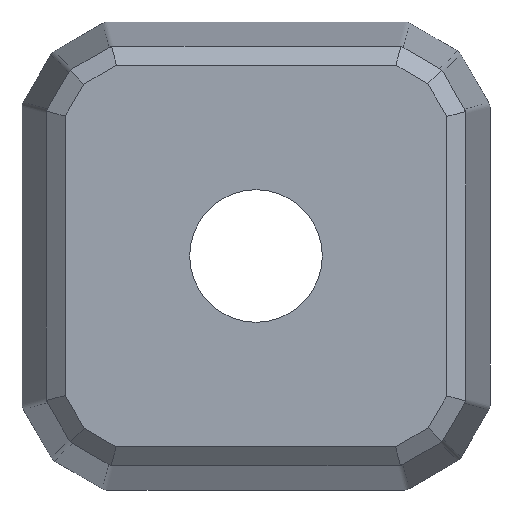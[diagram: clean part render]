
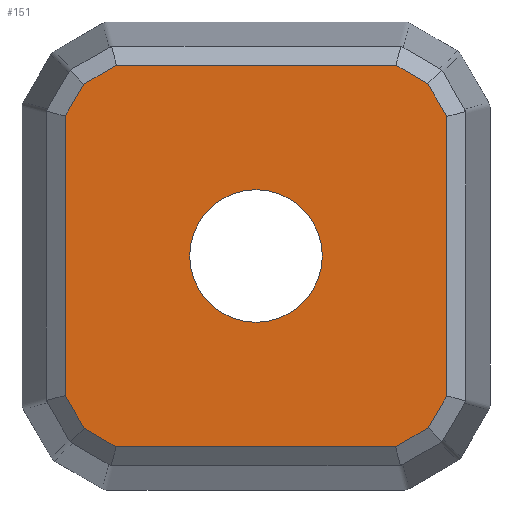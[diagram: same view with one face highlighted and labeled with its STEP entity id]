
A CAD part, left-side view. The second image highlights one B-rep face of the part: STEP entity #151.
In plain terms, the highlighted planar face has unit normal (-1, 0, 0).
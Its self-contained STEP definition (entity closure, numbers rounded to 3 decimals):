
#151=ADVANCED_FACE('',(#228,#229),#199,.T.);
#199=PLANE('',#958);
#226=CIRCLE('',#957,2.25);
#228=FACE_BOUND('',#236,.T.);
#229=FACE_BOUND('',#237,.T.);
#236=EDGE_LOOP('',(#288,#289,#290,#291,#292,#293,#294,#295,#296,#297,#298,
#299));
#237=EDGE_LOOP('',(#300));
#288=ORIENTED_EDGE('',*,*,#646,.T.);
#289=ORIENTED_EDGE('',*,*,#647,.T.);
#290=ORIENTED_EDGE('',*,*,#648,.T.);
#291=ORIENTED_EDGE('',*,*,#649,.T.);
#292=ORIENTED_EDGE('',*,*,#650,.T.);
#293=ORIENTED_EDGE('',*,*,#651,.T.);
#294=ORIENTED_EDGE('',*,*,#652,.T.);
#295=ORIENTED_EDGE('',*,*,#653,.T.);
#296=ORIENTED_EDGE('',*,*,#654,.T.);
#297=ORIENTED_EDGE('',*,*,#655,.T.);
#298=ORIENTED_EDGE('',*,*,#656,.T.);
#299=ORIENTED_EDGE('',*,*,#657,.T.);
#300=ORIENTED_EDGE('',*,*,#658,.T.);
#556=VERTEX_POINT('',#1331);
#557=VERTEX_POINT('',#1332);
#558=VERTEX_POINT('',#1334);
#559=VERTEX_POINT('',#1336);
#560=VERTEX_POINT('',#1338);
#561=VERTEX_POINT('',#1340);
#562=VERTEX_POINT('',#1342);
#563=VERTEX_POINT('',#1344);
#564=VERTEX_POINT('',#1346);
#565=VERTEX_POINT('',#1348);
#566=VERTEX_POINT('',#1350);
#567=VERTEX_POINT('',#1352);
#568=VERTEX_POINT('',#1355);
#646=EDGE_CURVE('',#556,#557,#780,.T.);
#647=EDGE_CURVE('',#557,#558,#781,.T.);
#648=EDGE_CURVE('',#558,#559,#782,.T.);
#649=EDGE_CURVE('',#559,#560,#783,.T.);
#650=EDGE_CURVE('',#560,#561,#784,.T.);
#651=EDGE_CURVE('',#561,#562,#785,.T.);
#652=EDGE_CURVE('',#562,#563,#786,.T.);
#653=EDGE_CURVE('',#563,#564,#787,.T.);
#654=EDGE_CURVE('',#564,#565,#788,.T.);
#655=EDGE_CURVE('',#565,#566,#789,.T.);
#656=EDGE_CURVE('',#566,#567,#790,.T.);
#657=EDGE_CURVE('',#567,#556,#791,.T.);
#658=EDGE_CURVE('',#568,#568,#226,.T.);
#780=LINE('',#1330,#868);
#781=LINE('',#1333,#869);
#782=LINE('',#1335,#870);
#783=LINE('',#1337,#871);
#784=LINE('',#1339,#872);
#785=LINE('',#1341,#873);
#786=LINE('',#1343,#874);
#787=LINE('',#1345,#875);
#788=LINE('',#1347,#876);
#789=LINE('',#1349,#877);
#790=LINE('',#1351,#878);
#791=LINE('',#1353,#879);
#868=VECTOR('',#1053,1.);
#869=VECTOR('',#1054,1.);
#870=VECTOR('',#1055,1.);
#871=VECTOR('',#1056,1.);
#872=VECTOR('',#1057,1.);
#873=VECTOR('',#1058,1.);
#874=VECTOR('',#1059,1.);
#875=VECTOR('',#1060,1.);
#876=VECTOR('',#1061,1.);
#877=VECTOR('',#1062,1.);
#878=VECTOR('',#1063,1.);
#879=VECTOR('',#1064,1.);
#957=AXIS2_PLACEMENT_3D('',#1354,#1065,#1066);
#958=AXIS2_PLACEMENT_3D('',#1356,#1067,#1068);
#1053=DIRECTION('',(0.,0.866,-0.5));
#1054=DIRECTION('',(0.,0.5,-0.866));
#1055=DIRECTION('',(0.,0.,-1.));
#1056=DIRECTION('',(0.,-0.5,-0.866));
#1057=DIRECTION('',(0.,-0.866,-0.5));
#1058=DIRECTION('',(0.,-1.,0.));
#1059=DIRECTION('',(0.,-0.866,0.5));
#1060=DIRECTION('',(0.,-0.5,0.866));
#1061=DIRECTION('',(0.,0.,1.));
#1062=DIRECTION('',(0.,0.5,0.866));
#1063=DIRECTION('',(0.,0.866,0.5));
#1064=DIRECTION('',(0.,1.,0.));
#1065=DIRECTION('',(1.,0.,0.));
#1066=DIRECTION('',(0.,0.,-1.));
#1067=DIRECTION('',(-1.,0.,0.));
#1068=DIRECTION('',(0.,0.,1.));
#1330=CARTESIAN_POINT('',(-4.76,12.157,2.185));
#1331=CARTESIAN_POINT('',(-4.76,4.73,6.472));
#1332=CARTESIAN_POINT('',(-4.76,5.847,5.828));
#1333=CARTESIAN_POINT('',(-4.76,13.353,-7.174));
#1334=CARTESIAN_POINT('',(-4.76,6.472,4.744));
#1335=CARTESIAN_POINT('',(-4.76,6.472,-12.889));
#1336=CARTESIAN_POINT('',(-4.76,6.472,-4.73));
#1337=CARTESIAN_POINT('',(-4.76,2.185,-12.157));
#1338=CARTESIAN_POINT('',(-4.76,5.828,-5.847));
#1339=CARTESIAN_POINT('',(-4.76,0.998,-8.635));
#1340=CARTESIAN_POINT('',(-4.76,4.744,-6.472));
#1341=CARTESIAN_POINT('',(-4.76,3.454,-6.472));
#1342=CARTESIAN_POINT('',(-4.76,-4.73,-6.472));
#1343=CARTESIAN_POINT('',(-4.76,4.186,-11.62));
#1344=CARTESIAN_POINT('',(-4.76,-5.847,-5.828));
#1345=CARTESIAN_POINT('',(-4.76,-0.464,-15.151));
#1346=CARTESIAN_POINT('',(-4.76,-6.472,-4.744));
#1347=CARTESIAN_POINT('',(-4.76,-6.472,-12.889));
#1348=CARTESIAN_POINT('',(-4.76,-6.472,4.73));
#1349=CARTESIAN_POINT('',(-4.76,-11.62,-4.186));
#1350=CARTESIAN_POINT('',(-4.76,-5.828,5.847));
#1351=CARTESIAN_POINT('',(-4.76,-6.98,5.182));
#1352=CARTESIAN_POINT('',(-4.76,-4.744,6.472));
#1353=CARTESIAN_POINT('',(-4.76,3.454,6.472));
#1354=CARTESIAN_POINT('',(-4.76,0.,0.));
#1355=CARTESIAN_POINT('',(-4.76,0.,-2.25));
#1356=CARTESIAN_POINT('',(-4.76,3.454,-12.889));
